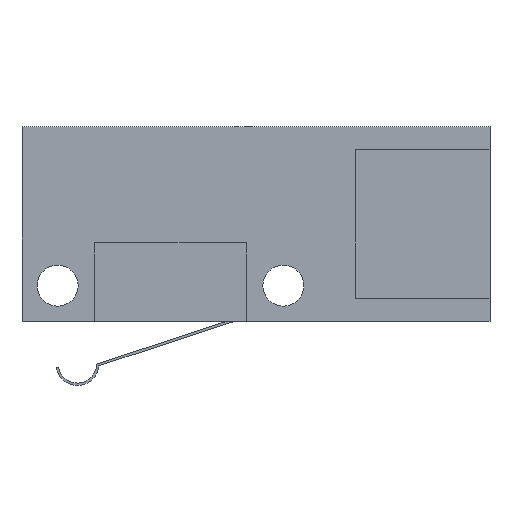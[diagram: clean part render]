
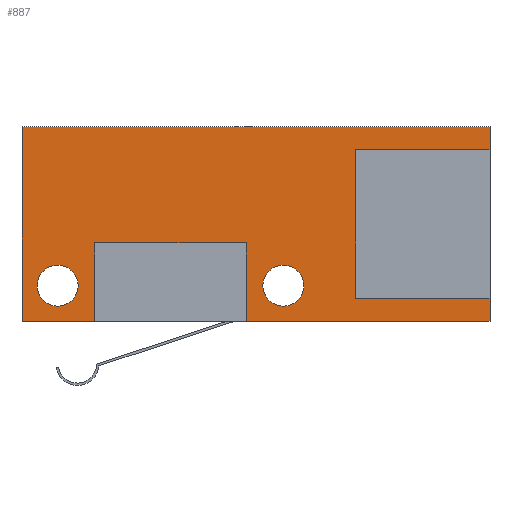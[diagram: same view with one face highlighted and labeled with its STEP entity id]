
A CAD part, front view. The second image highlights one B-rep face of the part: STEP entity #887.
In plain terms, the highlighted planar face has unit normal (0, -1, 0).
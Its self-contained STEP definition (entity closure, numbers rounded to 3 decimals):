
#19 = CIRCLE ( 'NONE', #929, 1.725 ) ;
#34 = VECTOR ( 'NONE', #1007, 1000. ) ;
#35 = EDGE_CURVE ( 'NONE', #828, #466, #657, .T. ) ;
#47 = ORIENTED_EDGE ( 'NONE', *, *, #1129, .F. ) ;
#49 = EDGE_CURVE ( 'NONE', #701, #68, #879, .T. ) ;
#66 = EDGE_LOOP ( 'NONE', ( #312, #396 ) ) ;
#68 = VERTEX_POINT ( 'NONE', #736 ) ;
#75 = ORIENTED_EDGE ( 'NONE', *, *, #991, .F. ) ;
#77 = ORIENTED_EDGE ( 'NONE', *, *, #753, .F. ) ;
#80 = CARTESIAN_POINT ( 'NONE',  ( 19.7, 0., -6.25 ) ) ;
#97 = EDGE_CURVE ( 'NONE', #941, #793, #308, .T. ) ;
#111 = VERTEX_POINT ( 'NONE', #1115 ) ;
#113 = CARTESIAN_POINT ( 'NONE',  ( -19.7, 0., -8.2 ) ) ;
#115 = CARTESIAN_POINT ( 'NONE',  ( 19.7, 0., -8.2 ) ) ;
#119 = DIRECTION ( 'NONE',  ( 0., 1., 0. ) ) ;
#122 = EDGE_LOOP ( 'NONE', ( #47, #77, #75, #1030, #880, #173, #731, #978, #342, #833, #871, #577 ) ) ;
#135 = ORIENTED_EDGE ( 'NONE', *, *, #35, .T. ) ;
#139 = DIRECTION ( 'NONE',  ( 0., 0., 1. ) ) ;
#145 = CARTESIAN_POINT ( 'NONE',  ( -0.825, 0., -8.2 ) ) ;
#151 = CARTESIAN_POINT ( 'NONE',  ( 8.4, 0., 6.25 ) ) ;
#152 = CARTESIAN_POINT ( 'NONE',  ( 19.7, 0., 8.2 ) ) ;
#159 = LINE ( 'NONE', #508, #190 ) ;
#160 = CARTESIAN_POINT ( 'NONE',  ( -13.575, 0., -1.6 ) ) ;
#169 = DIRECTION ( 'NONE',  ( 0., 0., 1. ) ) ;
#173 = ORIENTED_EDGE ( 'NONE', *, *, #838, .F. ) ;
#178 = EDGE_CURVE ( 'NONE', #466, #828, #19, .T. ) ;
#190 = VECTOR ( 'NONE', #318, 1000. ) ;
#199 = PLANE ( 'NONE',  #470 ) ;
#208 = VERTEX_POINT ( 'NONE', #113 ) ;
#231 = CARTESIAN_POINT ( 'NONE',  ( -16.7, 0., -5.2 ) ) ;
#240 = LINE ( 'NONE', #1126, #642 ) ;
#245 = LINE ( 'NONE', #160, #291 ) ;
#247 = CARTESIAN_POINT ( 'NONE',  ( 2.3, 0., -5.2 ) ) ;
#252 = CARTESIAN_POINT ( 'NONE',  ( 19.7, 0., 8.2 ) ) ;
#269 = EDGE_CURVE ( 'NONE', #1133, #595, #369, .T. ) ;
#277 = CARTESIAN_POINT ( 'NONE',  ( 19.7, 0., 8.2 ) ) ;
#286 = VERTEX_POINT ( 'NONE', #442 ) ;
#288 = DIRECTION ( 'NONE',  ( 0., 0., 1. ) ) ;
#291 = VECTOR ( 'NONE', #965, 1000. ) ;
#297 = DIRECTION ( 'NONE',  ( -1., 0., 0. ) ) ;
#308 = LINE ( 'NONE', #152, #868 ) ;
#312 = ORIENTED_EDGE ( 'NONE', *, *, #1117, .T. ) ;
#318 = DIRECTION ( 'NONE',  ( 0., 0., 1. ) ) ;
#321 = VECTOR ( 'NONE', #139, 1000. ) ;
#325 = CARTESIAN_POINT ( 'NONE',  ( 2.3, 0., -6.925 ) ) ;
#331 = CARTESIAN_POINT ( 'NONE',  ( 2.3, 0., -5.2 ) ) ;
#342 = ORIENTED_EDGE ( 'NONE', *, *, #924, .F. ) ;
#352 = CARTESIAN_POINT ( 'NONE',  ( -13.575, 0., -8.2 ) ) ;
#356 = VECTOR ( 'NONE', #297, 1000. ) ;
#364 = CARTESIAN_POINT ( 'NONE',  ( -13.575, 0., -1.6 ) ) ;
#369 = LINE ( 'NONE', #719, #936 ) ;
#375 = LINE ( 'NONE', #1087, #1003 ) ;
#379 = DIRECTION ( 'NONE',  ( 1., 0., 0. ) ) ;
#381 = VERTEX_POINT ( 'NONE', #325 ) ;
#384 = CARTESIAN_POINT ( 'NONE',  ( 8.4, 0., 6.25 ) ) ;
#388 = VERTEX_POINT ( 'NONE', #592 ) ;
#396 = ORIENTED_EDGE ( 'NONE', *, *, #726, .T. ) ;
#415 = CARTESIAN_POINT ( 'NONE',  ( 19.7, 0., -8.2 ) ) ;
#424 = LINE ( 'NONE', #80, #599 ) ;
#442 = CARTESIAN_POINT ( 'NONE',  ( 19.7, 0., -6.25 ) ) ;
#444 = AXIS2_PLACEMENT_3D ( 'NONE', #247, #597, #767 ) ;
#456 = AXIS2_PLACEMENT_3D ( 'NONE', #331, #1044, #1052 ) ;
#462 = EDGE_CURVE ( 'NONE', #208, #941, #159, .T. ) ;
#466 = VERTEX_POINT ( 'NONE', #664 ) ;
#470 = AXIS2_PLACEMENT_3D ( 'NONE', #641, #119, #288 ) ;
#478 = CARTESIAN_POINT ( 'NONE',  ( 2.3, 0., -3.475 ) ) ;
#499 = DIRECTION ( 'NONE',  ( 0., 0., -1. ) ) ;
#508 = CARTESIAN_POINT ( 'NONE',  ( -19.7, 0., 8.2 ) ) ;
#532 = CARTESIAN_POINT ( 'NONE',  ( -16.7, 0., -3.475 ) ) ;
#543 = EDGE_LOOP ( 'NONE', ( #961, #135 ) ) ;
#552 = LINE ( 'NONE', #277, #648 ) ;
#563 = LINE ( 'NONE', #151, #1093 ) ;
#577 = ORIENTED_EDGE ( 'NONE', *, *, #631, .F. ) ;
#583 = DIRECTION ( 'NONE',  ( 0., 1., 0. ) ) ;
#592 = CARTESIAN_POINT ( 'NONE',  ( 8.4, 0., -6.25 ) ) ;
#595 = VERTEX_POINT ( 'NONE', #384 ) ;
#597 = DIRECTION ( 'NONE',  ( 0., 1., 0. ) ) ;
#598 = CARTESIAN_POINT ( 'NONE',  ( -16.7, 0., -5.2 ) ) ;
#599 = VECTOR ( 'NONE', #379, 1000. ) ;
#628 = FACE_BOUND ( 'NONE', #543, .T. ) ;
#629 = LINE ( 'NONE', #115, #356 ) ;
#631 = EDGE_CURVE ( 'NONE', #817, #208, #629, .T. ) ;
#641 = CARTESIAN_POINT ( 'NONE',  ( 0., 0., 0. ) ) ;
#642 = VECTOR ( 'NONE', #885, 1000. ) ;
#648 = VECTOR ( 'NONE', #917, 1000. ) ;
#649 = CARTESIAN_POINT ( 'NONE',  ( -19.7, 0., 8.2 ) ) ;
#657 = CIRCLE ( 'NONE', #813, 1.725 ) ;
#664 = CARTESIAN_POINT ( 'NONE',  ( -16.7, 0., -6.925 ) ) ;
#693 = CIRCLE ( 'NONE', #456, 1.725 ) ;
#701 = VERTEX_POINT ( 'NONE', #703 ) ;
#703 = CARTESIAN_POINT ( 'NONE',  ( 19.7, 0., -8.2 ) ) ;
#719 = CARTESIAN_POINT ( 'NONE',  ( 19.7, 0., 6.25 ) ) ;
#720 = DIRECTION ( 'NONE',  ( 0., 0., -1. ) ) ;
#726 = EDGE_CURVE ( 'NONE', #969, #381, #693, .T. ) ;
#731 = ORIENTED_EDGE ( 'NONE', *, *, #1046, .F. ) ;
#736 = CARTESIAN_POINT ( 'NONE',  ( -0.825, 0., -8.2 ) ) ;
#753 = EDGE_CURVE ( 'NONE', #111, #898, #245, .T. ) ;
#767 = DIRECTION ( 'NONE',  ( 0., 0., 1. ) ) ;
#793 = VERTEX_POINT ( 'NONE', #252 ) ;
#813 = AXIS2_PLACEMENT_3D ( 'NONE', #598, #956, #169 ) ;
#817 = VERTEX_POINT ( 'NONE', #352 ) ;
#828 = VERTEX_POINT ( 'NONE', #532 ) ;
#833 = ORIENTED_EDGE ( 'NONE', *, *, #97, .F. ) ;
#838 = EDGE_CURVE ( 'NONE', #388, #286, #424, .T. ) ;
#848 = EDGE_CURVE ( 'NONE', #286, #701, #375, .T. ) ;
#850 = CIRCLE ( 'NONE', #444, 1.725 ) ;
#868 = VECTOR ( 'NONE', #1102, 1000. ) ;
#871 = ORIENTED_EDGE ( 'NONE', *, *, #462, .F. ) ;
#879 = LINE ( 'NONE', #415, #34 ) ;
#880 = ORIENTED_EDGE ( 'NONE', *, *, #848, .F. ) ;
#885 = DIRECTION ( 'NONE',  ( 0., 0., -1. ) ) ;
#887 = ADVANCED_FACE ( 'NONE', ( #628, #1082, #987 ), #199, .F. ) ;
#898 = VERTEX_POINT ( 'NONE', #364 ) ;
#917 = DIRECTION ( 'NONE',  ( 0., 0., -1. ) ) ;
#924 = EDGE_CURVE ( 'NONE', #793, #1133, #552, .T. ) ;
#929 = AXIS2_PLACEMENT_3D ( 'NONE', #231, #583, #944 ) ;
#936 = VECTOR ( 'NONE', #1074, 1000. ) ;
#941 = VERTEX_POINT ( 'NONE', #649 ) ;
#944 = DIRECTION ( 'NONE',  ( 0., 0., 1. ) ) ;
#956 = DIRECTION ( 'NONE',  ( 0., 1., 0. ) ) ;
#961 = ORIENTED_EDGE ( 'NONE', *, *, #178, .T. ) ;
#965 = DIRECTION ( 'NONE',  ( -1., 0., 0. ) ) ;
#969 = VERTEX_POINT ( 'NONE', #478 ) ;
#973 = CARTESIAN_POINT ( 'NONE',  ( 19.7, 0., 6.25 ) ) ;
#978 = ORIENTED_EDGE ( 'NONE', *, *, #269, .F. ) ;
#987 = FACE_OUTER_BOUND ( 'NONE', #122, .T. ) ;
#991 = EDGE_CURVE ( 'NONE', #68, #111, #1022, .T. ) ;
#1003 = VECTOR ( 'NONE', #720, 1000. ) ;
#1007 = DIRECTION ( 'NONE',  ( -1., 0., 0. ) ) ;
#1022 = LINE ( 'NONE', #145, #321 ) ;
#1030 = ORIENTED_EDGE ( 'NONE', *, *, #49, .F. ) ;
#1044 = DIRECTION ( 'NONE',  ( 0., 1., 0. ) ) ;
#1046 = EDGE_CURVE ( 'NONE', #595, #388, #563, .T. ) ;
#1052 = DIRECTION ( 'NONE',  ( 0., 0., 1. ) ) ;
#1074 = DIRECTION ( 'NONE',  ( -1., 0., 0. ) ) ;
#1082 = FACE_BOUND ( 'NONE', #66, .T. ) ;
#1087 = CARTESIAN_POINT ( 'NONE',  ( 19.7, 0., 8.2 ) ) ;
#1093 = VECTOR ( 'NONE', #499, 1000. ) ;
#1102 = DIRECTION ( 'NONE',  ( 1., 0., 0. ) ) ;
#1115 = CARTESIAN_POINT ( 'NONE',  ( -0.825, 0., -1.6 ) ) ;
#1117 = EDGE_CURVE ( 'NONE', #381, #969, #850, .T. ) ;
#1126 = CARTESIAN_POINT ( 'NONE',  ( -13.575, 0., -8.2 ) ) ;
#1129 = EDGE_CURVE ( 'NONE', #898, #817, #240, .T. ) ;
#1133 = VERTEX_POINT ( 'NONE', #973 ) ;
